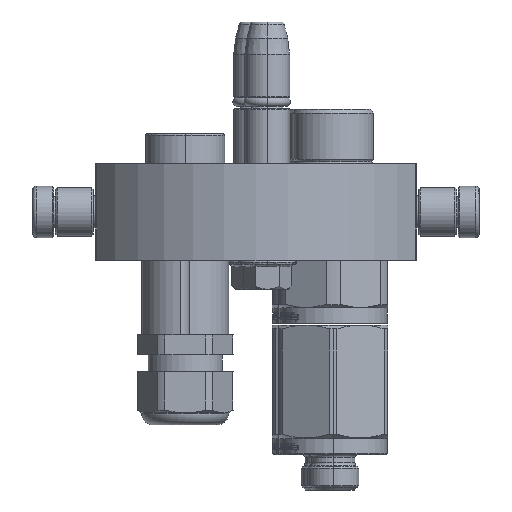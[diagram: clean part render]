
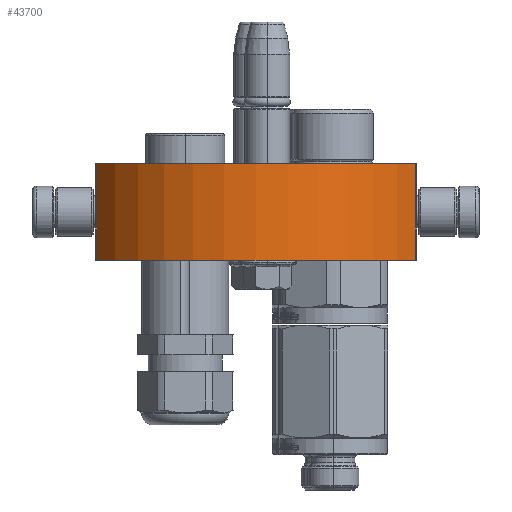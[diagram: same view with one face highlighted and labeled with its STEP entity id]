
A CAD part, left-side view. The second image highlights one B-rep face of the part: STEP entity #43700.
In plain terms, the highlighted cylindrical face has radius 57.25 mm (diameter 114.5 mm), a partial arc.
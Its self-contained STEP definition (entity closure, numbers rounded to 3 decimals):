
#841 = DIRECTION ( 'NONE',  ( 0.865, 0., -0.502 ) ) ;
#1110 = CARTESIAN_POINT ( 'NONE',  ( 0., 0., 0. ) ) ;
#3145 = EDGE_CURVE ( 'NONE', #23752, #26216, #34054, .T. ) ;
#4046 = DIRECTION ( 'NONE',  ( 0., 1., 0. ) ) ;
#6510 = DIRECTION ( 'NONE',  ( 0., -1., 0. ) ) ;
#11047 = EDGE_CURVE ( 'NONE', #45258, #57643, #53804, .T. ) ;
#11491 = DIRECTION ( 'NONE',  ( 1., 0., 0. ) ) ;
#11897 = FACE_OUTER_BOUND ( 'NONE', #30888, .T. ) ;
#13147 = VECTOR ( 'NONE', #23504, 1000. ) ;
#13630 = CYLINDRICAL_SURFACE ( 'NONE', #67599, 57.25 ) ;
#14383 = CARTESIAN_POINT ( 'NONE',  ( 0., 0., 0. ) ) ;
#18198 = LINE ( 'NONE', #39512, #13147 ) ;
#19269 = VECTOR ( 'NONE', #4046, 1000. ) ;
#23012 = CARTESIAN_POINT ( 'NONE',  ( 49.5, 0., -28.763 ) ) ;
#23504 = DIRECTION ( 'NONE',  ( 0., 1., 0. ) ) ;
#23682 = AXIS2_PLACEMENT_3D ( 'NONE', #33335, #65903, #841 ) ;
#23752 = VERTEX_POINT ( 'NONE', #42424 ) ;
#26216 = VERTEX_POINT ( 'NONE', #50826 ) ;
#30888 = EDGE_LOOP ( 'NONE', ( #42801, #40735, #56479, #66447 ) ) ;
#33335 = CARTESIAN_POINT ( 'NONE',  ( 0., 30., 0. ) ) ;
#34054 = CIRCLE ( 'NONE', #23682, 57.25 ) ;
#39108 = EDGE_CURVE ( 'NONE', #57643, #26216, #49550, .T. ) ;
#39512 = CARTESIAN_POINT ( 'NONE',  ( 49.5, 0., -28.763 ) ) ;
#40735 = ORIENTED_EDGE ( 'NONE', *, *, #47208, .F. ) ;
#41630 = DIRECTION ( 'NONE',  ( 0.865, 0., -0.502 ) ) ;
#42424 = CARTESIAN_POINT ( 'NONE',  ( 49.5, 30., -28.763 ) ) ;
#42801 = ORIENTED_EDGE ( 'NONE', *, *, #3145, .F. ) ;
#43700 = ADVANCED_FACE ( 'NONE', ( #11897 ), #13630, .T. ) ;
#45258 = VERTEX_POINT ( 'NONE', #23012 ) ;
#47208 = EDGE_CURVE ( 'NONE', #45258, #23752, #18198, .T. ) ;
#49550 = LINE ( 'NONE', #57745, #19269 ) ;
#50826 = CARTESIAN_POINT ( 'NONE',  ( -49.5, 30., -28.763 ) ) ;
#53804 = CIRCLE ( 'NONE', #69822, 57.25 ) ;
#56479 = ORIENTED_EDGE ( 'NONE', *, *, #11047, .T. ) ;
#57643 = VERTEX_POINT ( 'NONE', #68837 ) ;
#57745 = CARTESIAN_POINT ( 'NONE',  ( -49.5, 0., -28.763 ) ) ;
#63824 = DIRECTION ( 'NONE',  ( 0., 1., 0. ) ) ;
#65903 = DIRECTION ( 'NONE',  ( 0., 1., 0. ) ) ;
#66447 = ORIENTED_EDGE ( 'NONE', *, *, #39108, .T. ) ;
#67599 = AXIS2_PLACEMENT_3D ( 'NONE', #1110, #6510, #11491 ) ;
#68837 = CARTESIAN_POINT ( 'NONE',  ( -49.5, 0., -28.763 ) ) ;
#69822 = AXIS2_PLACEMENT_3D ( 'NONE', #14383, #63824, #41630 ) ;
